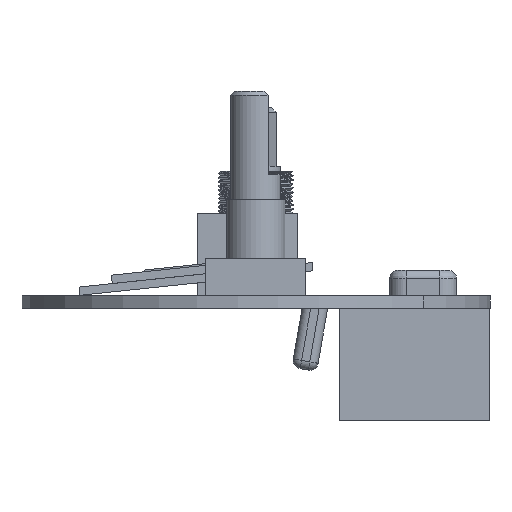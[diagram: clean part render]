
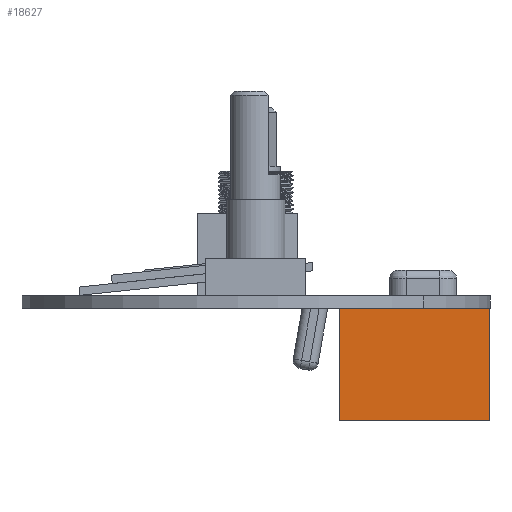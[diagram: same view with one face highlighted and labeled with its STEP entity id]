
A CAD part, left-side view. The second image highlights one B-rep face of the part: STEP entity #18627.
In plain terms, the highlighted planar face has unit normal (-1, 0, 0).
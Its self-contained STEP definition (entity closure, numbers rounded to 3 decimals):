
#2252=FACE_OUTER_BOUND('',#3433,.T.);
#3433=EDGE_LOOP('',(#12669,#12670,#12671,#12672));
#4979=LINE('',#28132,#6592);
#4980=LINE('',#28135,#6593);
#4986=LINE('',#28146,#6599);
#4987=LINE('',#28148,#6600);
#6592=VECTOR('',#22160,10.);
#6593=VECTOR('',#22163,10.);
#6599=VECTOR('',#22173,10.);
#6600=VECTOR('',#22176,10.);
#8198=VERTEX_POINT('',#28125);
#8201=VERTEX_POINT('',#28130);
#8202=VERTEX_POINT('',#28134);
#8205=VERTEX_POINT('',#28144);
#9975=EDGE_CURVE('',#8201,#8198,#4979,.T.);
#9976=EDGE_CURVE('',#8198,#8202,#4980,.T.);
#9982=EDGE_CURVE('',#8205,#8201,#4986,.T.);
#9983=EDGE_CURVE('',#8202,#8205,#4987,.T.);
#12669=ORIENTED_EDGE('',*,*,#9982,.F.);
#12670=ORIENTED_EDGE('',*,*,#9983,.F.);
#12671=ORIENTED_EDGE('',*,*,#9976,.F.);
#12672=ORIENTED_EDGE('',*,*,#9975,.F.);
#17977=PLANE('',#19961);
#18627=ADVANCED_FACE('',(#2252),#17977,.T.);
#19961=AXIS2_PLACEMENT_3D('',#28147,#22174,#22175);
#22160=DIRECTION('',(0.,-1.,0.));
#22163=DIRECTION('',(0.,0.,-1.));
#22173=DIRECTION('',(0.,0.,1.));
#22174=DIRECTION('center_axis',(-1.,0.,0.));
#22175=DIRECTION('ref_axis',(0.,1.,0.));
#22176=DIRECTION('',(0.,1.,0.));
#28125=CARTESIAN_POINT('',(52.,0.,14.348));
#28130=CARTESIAN_POINT('',(52.,18.,14.348));
#28132=CARTESIAN_POINT('',(52.,14.,14.348));
#28134=CARTESIAN_POINT('',(52.,0.,0.9));
#28135=CARTESIAN_POINT('',(52.,0.,14.3));
#28144=CARTESIAN_POINT('',(52.,18.,0.9));
#28146=CARTESIAN_POINT('',(52.,18.,14.3));
#28147=CARTESIAN_POINT('Origin',(52.,0.,14.3));
#28148=CARTESIAN_POINT('',(52.,3.,0.9));
